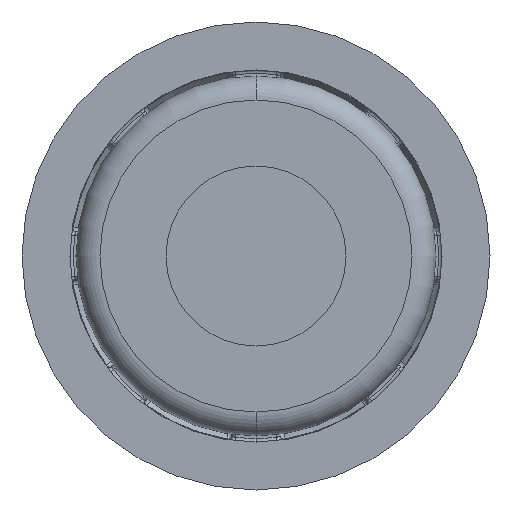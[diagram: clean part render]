
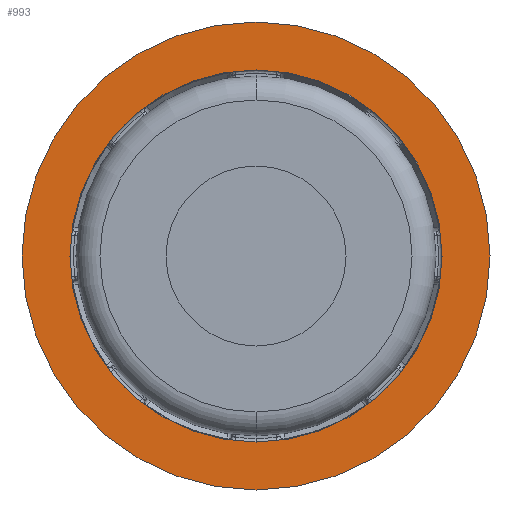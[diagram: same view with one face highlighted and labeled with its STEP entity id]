
A CAD part, front view. The second image highlights one B-rep face of the part: STEP entity #993.
In plain terms, the highlighted planar face has unit normal (0, -1, 0).
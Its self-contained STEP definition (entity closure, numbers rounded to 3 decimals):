
#8 = CARTESIAN_POINT ( 'NONE',  ( -15.5, 0., 0. ) ) ;
#389 = ORIENTED_EDGE ( 'NONE', *, *, #7167, .T. ) ;
#400 = ORIENTED_EDGE ( 'NONE', *, *, #5318, .T. ) ;
#422 = ORIENTED_EDGE ( 'NONE', *, *, #8528, .F. ) ;
#499 = ORIENTED_EDGE ( 'NONE', *, *, #5240, .F. ) ;
#686 = DIRECTION ( 'NONE',  ( 0., 0., 1. ) ) ;
#695 = DIRECTION ( 'NONE',  ( 0., 1., 0. ) ) ;
#705 = CARTESIAN_POINT ( 'NONE',  ( 0., 0., 0. ) ) ;
#993 = ADVANCED_FACE ( 'NONE', ( #2707, #2685 ), #2990, .T. ) ;
#1101 = EDGE_LOOP ( 'NONE', ( #389, #400 ) ) ;
#2160 = AXIS2_PLACEMENT_3D ( 'NONE', #3428, #3425, #3413 ) ;
#2253 = AXIS2_PLACEMENT_3D ( 'NONE', #4040, #4036, #4017 ) ;
#2685 = FACE_OUTER_BOUND ( 'NONE', #5391, .T. ) ;
#2707 = FACE_BOUND ( 'NONE', #1101, .T. ) ;
#2938 = DIRECTION ( 'NONE',  ( 0., 0., -1. ) ) ;
#2971 = DIRECTION ( 'NONE',  ( 0., -1., 0. ) ) ;
#2990 = PLANE ( 'NONE',  #3563 ) ;
#3097 = VERTEX_POINT ( 'NONE', #3935 ) ;
#3413 = DIRECTION ( 'NONE',  ( 0., 0., 1. ) ) ;
#3425 = DIRECTION ( 'NONE',  ( 0., 1., 0. ) ) ;
#3428 = CARTESIAN_POINT ( 'NONE',  ( 0., 0., 0. ) ) ;
#3563 = AXIS2_PLACEMENT_3D ( 'NONE', #8, #2971, #2938 ) ;
#3935 = CARTESIAN_POINT ( 'NONE',  ( 0., 0., -15.5 ) ) ;
#3953 = CIRCLE ( 'NONE', #2160, 15.5 ) ;
#3990 = CIRCLE ( 'NONE', #2253, 19.5 ) ;
#4017 = DIRECTION ( 'NONE',  ( 0., 0., 1. ) ) ;
#4036 = DIRECTION ( 'NONE',  ( 0., 1., 0. ) ) ;
#4040 = CARTESIAN_POINT ( 'NONE',  ( 0., 0., 0. ) ) ;
#5240 = EDGE_CURVE ( 'NONE', #6138, #7056, #3990, .T. ) ;
#5318 = EDGE_CURVE ( 'NONE', #3097, #7605, #3953, .T. ) ;
#5391 = EDGE_LOOP ( 'NONE', ( #422, #499 ) ) ;
#6138 = VERTEX_POINT ( 'NONE', #10022 ) ;
#7056 = VERTEX_POINT ( 'NONE', #8421 ) ;
#7095 = DIRECTION ( 'NONE',  ( 0., 0., 1. ) ) ;
#7107 = DIRECTION ( 'NONE',  ( 0., 1., 0. ) ) ;
#7136 = CARTESIAN_POINT ( 'NONE',  ( 0., 0., 0. ) ) ;
#7167 = EDGE_CURVE ( 'NONE', #7605, #3097, #10134, .T. ) ;
#7337 = AXIS2_PLACEMENT_3D ( 'NONE', #705, #695, #686 ) ;
#7605 = VERTEX_POINT ( 'NONE', #10120 ) ;
#7647 = CIRCLE ( 'NONE', #7337, 19.5 ) ;
#8421 = CARTESIAN_POINT ( 'NONE',  ( 0., 0., -19.5 ) ) ;
#8528 = EDGE_CURVE ( 'NONE', #7056, #6138, #7647, .T. ) ;
#8899 = AXIS2_PLACEMENT_3D ( 'NONE', #7136, #7107, #7095 ) ;
#10022 = CARTESIAN_POINT ( 'NONE',  ( 0., 0., 19.5 ) ) ;
#10120 = CARTESIAN_POINT ( 'NONE',  ( 0., 0., 15.5 ) ) ;
#10134 = CIRCLE ( 'NONE', #8899, 15.5 ) ;
